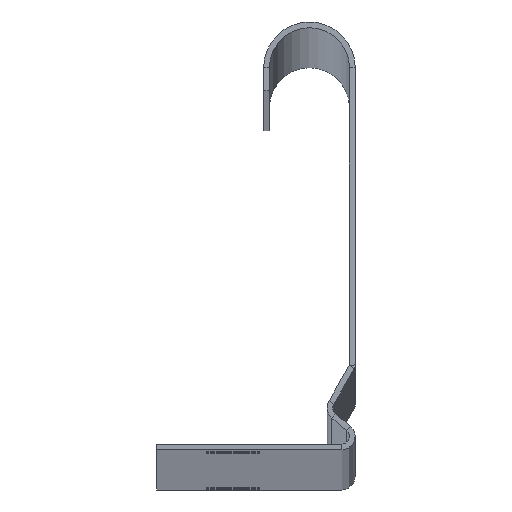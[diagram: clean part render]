
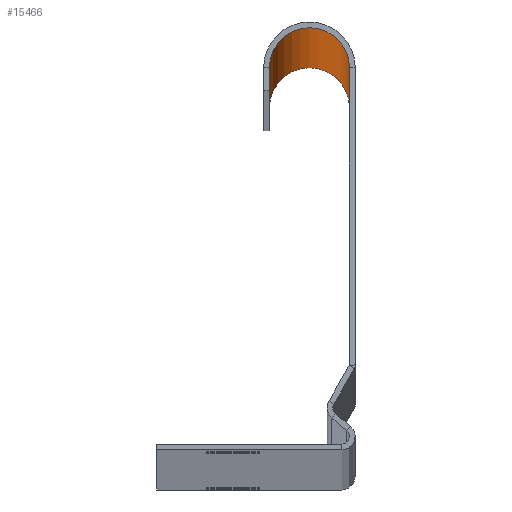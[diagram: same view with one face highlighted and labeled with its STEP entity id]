
A CAD part, top view. The second image highlights one B-rep face of the part: STEP entity #15466.
In plain terms, the highlighted cylindrical face has radius 5.25 mm (diameter 10.5 mm), a partial arc.
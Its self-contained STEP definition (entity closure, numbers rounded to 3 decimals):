
#4664=CARTESIAN_POINT('',(20.,50.,0.));
#4665=DIRECTION('',(0.,0.,1.));
#4666=DIRECTION('',(1.,0.,0.));
#4667=AXIS2_PLACEMENT_3D('',#4664,#4665,#4666);
#4686=CARTESIAN_POINT('',(20.,50.,3000.));
#4687=DIRECTION('',(0.,0.,-1.));
#4688=DIRECTION('',(-1.,0.,0.));
#4689=AXIS2_PLACEMENT_3D('',#4686,#4687,#4688);
#4727=DIRECTION('',(0.,0.,1.));
#4728=VECTOR('',#4727,3000.);
#4729=CARTESIAN_POINT('',(25.25,50.,0.));
#4730=LINE('',#4729,#4728);
#4731=DIRECTION('',(0.,0.,-1.));
#4732=VECTOR('',#4731,3000.);
#4733=CARTESIAN_POINT('',(14.75,50.,3000.));
#4734=LINE('',#4733,#4732);
#9985=CARTESIAN_POINT('',(14.75,50.,3000.));
#9986=VERTEX_POINT('',#9985);
#9989=CARTESIAN_POINT('',(14.75,50.,0.));
#9990=VERTEX_POINT('',#9989);
#9991=CARTESIAN_POINT('',(25.25,50.,3000.));
#9992=VERTEX_POINT('',#9991);
#9995=CARTESIAN_POINT('',(25.25,50.,0.));
#9996=VERTEX_POINT('',#9995);
#15454=CARTESIAN_POINT('',(20.,50.,6000.933));
#15455=DIRECTION('',(0.,0.,-1.));
#15456=DIRECTION('',(-1.,0.,0.));
#15457=AXIS2_PLACEMENT_3D('',#15454,#15455,#15456);
#15458=CYLINDRICAL_SURFACE('',#15457,5.25);
#15459=ORIENTED_EDGE('',*,*,#15380,.T.);
#15461=ORIENTED_EDGE('',*,*,#15460,.F.);
#15462=ORIENTED_EDGE('',*,*,#15351,.T.);
#15463=ORIENTED_EDGE('',*,*,#15449,.F.);
#15464=EDGE_LOOP('',(#15459,#15461,#15462,#15463));
#15465=FACE_OUTER_BOUND('',#15464,.F.);
#15466=ADVANCED_FACE('',(#15465),#15458,.F.);
#4668=CIRCLE('',#4667,5.25);
#4690=CIRCLE('',#4689,5.25);
#15351=EDGE_CURVE('',#9996,#9990,#4668,.T.);
#15380=EDGE_CURVE('',#9986,#9992,#4690,.T.);
#15449=EDGE_CURVE('',#9986,#9990,#4734,.T.);
#15460=EDGE_CURVE('',#9996,#9992,#4730,.T.);
